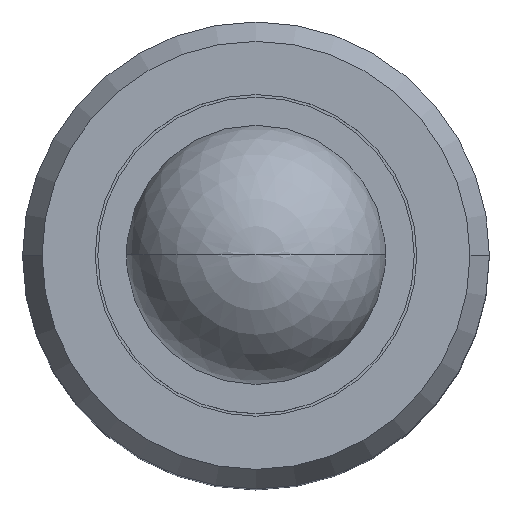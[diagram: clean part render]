
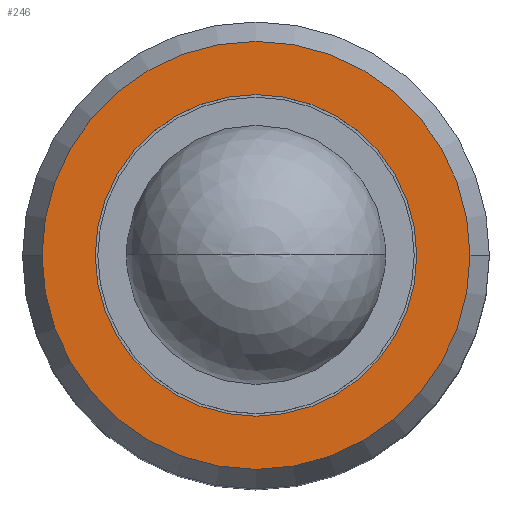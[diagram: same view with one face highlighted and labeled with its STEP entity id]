
A CAD part, top view. The second image highlights one B-rep face of the part: STEP entity #246.
In plain terms, the highlighted planar face has unit normal (0, 0, 1).
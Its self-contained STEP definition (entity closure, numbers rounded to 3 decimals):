
#146=VERTEX_POINT('',#361);
#150=EDGE_CURVE('',#260,#182,#365,.T.);
#182=VERTEX_POINT('',#401);
#202=EDGE_CURVE('',#146,#226,#423,.T.);
#226=VERTEX_POINT('',#451);
#246=ADVANCED_FACE('',(#473,#474),#475,.T.);
#260=VERTEX_POINT('',#492);
#292=EDGE_CURVE('',#226,#146,#528,.T.);
#294=EDGE_CURVE('',#182,#260,#530,.T.);
#361=CARTESIAN_POINT('',(8.25,0.,0.));
#365=CIRCLE('',#602,6.2);
#401=CARTESIAN_POINT('',(-6.2,0.,0.));
#423=CIRCLE('',#677,8.25);
#451=CARTESIAN_POINT('',(-8.25,0.,0.));
#473=FACE_OUTER_BOUND('',#743,.T.);
#474=FACE_BOUND('',#744,.T.);
#475=PLANE('',#745);
#492=CARTESIAN_POINT('',(6.2,0.,0.));
#528=CIRCLE('',#809,8.25);
#530=CIRCLE('',#812,6.2);
#602=AXIS2_PLACEMENT_3D('',#881,#882,#883);
#677=AXIS2_PLACEMENT_3D('',#956,#957,#958);
#743=EDGE_LOOP('',(#1015,#1016));
#744=EDGE_LOOP('',(#1017,#1018));
#745=AXIS2_PLACEMENT_3D('',#1019,#1020,#1021);
#809=AXIS2_PLACEMENT_3D('',#1089,#1090,#1091);
#812=AXIS2_PLACEMENT_3D('',#1092,#1093,#1094);
#881=CARTESIAN_POINT('',(0.,0.,0.));
#882=DIRECTION('',(0.0,0.0,1.0));
#883=DIRECTION('',(-1.0,0.,0.0));
#956=CARTESIAN_POINT('',(0.,0.,0.));
#957=DIRECTION('',(0.0,0.0,1.0));
#958=DIRECTION('',(-1.0,0.,0.0));
#1015=ORIENTED_EDGE('',*,*,#292,.T.);
#1016=ORIENTED_EDGE('',*,*,#202,.T.);
#1017=ORIENTED_EDGE('',*,*,#294,.F.);
#1018=ORIENTED_EDGE('',*,*,#150,.F.);
#1019=CARTESIAN_POINT('',(-7.225,0.,0.));
#1020=DIRECTION('',(0.0,0.0,1.0));
#1021=DIRECTION('',(-1.0,0.,0.0));
#1089=CARTESIAN_POINT('',(0.,0.,0.));
#1090=DIRECTION('',(0.0,0.0,1.0));
#1091=DIRECTION('',(-1.0,0.,0.0));
#1092=CARTESIAN_POINT('',(0.,0.,0.));
#1093=DIRECTION('',(0.0,0.0,1.0));
#1094=DIRECTION('',(-1.0,0.,0.0));
